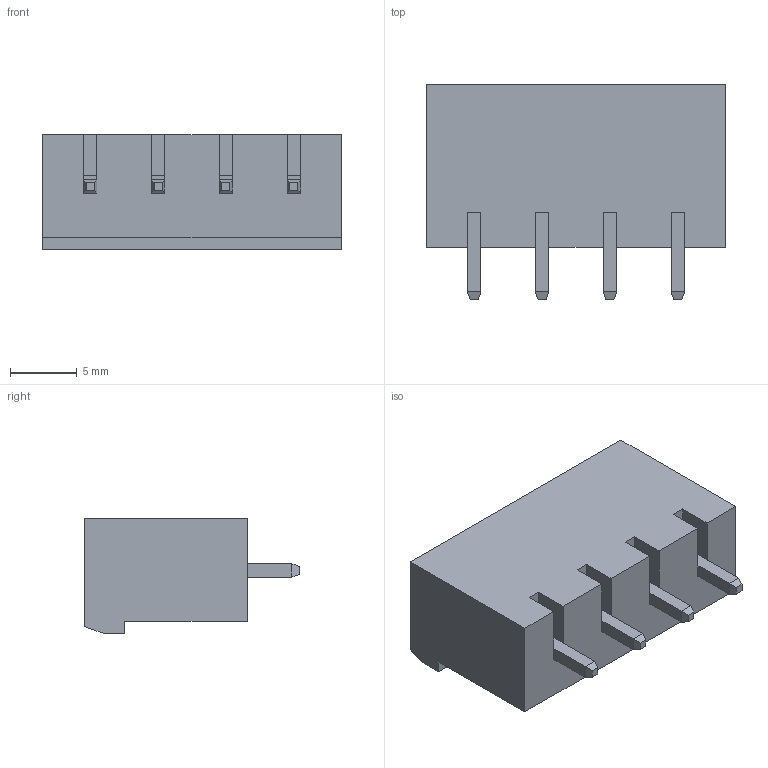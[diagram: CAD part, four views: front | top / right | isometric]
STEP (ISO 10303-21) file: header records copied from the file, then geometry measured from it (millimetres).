
FILE_DESCRIPTION (( 'STEP AP214' ), '1' );
FILE_NAME ('1755752.STEP', '2024-03-12T14:14:26', ( '' ), ( '' ), 'SwSTEP 2.0', 'SolidWorks 2021', '' );
FILE_SCHEMA (( 'AUTOMOTIVE_DESIGN' ));
Length unit declared in the file: millimetre
Products named in the file (3): 1755752; MSTBVA 2,5_xx-G-5,08 green_4; Pin
Assembly tree (5 placements, depth 2):
  1755752
    MSTBVA 2,5_xx-G-5,08 green_4
    Pin  x4
Bounding box: 22.32 x 16.05 x 8.57 mm (x, y, z)
Volume: 1103.2 mm3; surface area: 1931.8 mm2
Topology: 5 solids, 5 shells, 229 faces, 613 edges, 392 vertices
Faces by surface type: plane 179, cylinder 41, cone 9
Entity records: 6152 total; most frequent: CARTESIAN_POINT 1068, ORIENTED_EDGE 1058, DIRECTION 1026, EDGE_CURVE 529, VECTOR 422, LINE 422, VERTEX_POINT 344, AXIS2_PLACEMENT_3D 302
